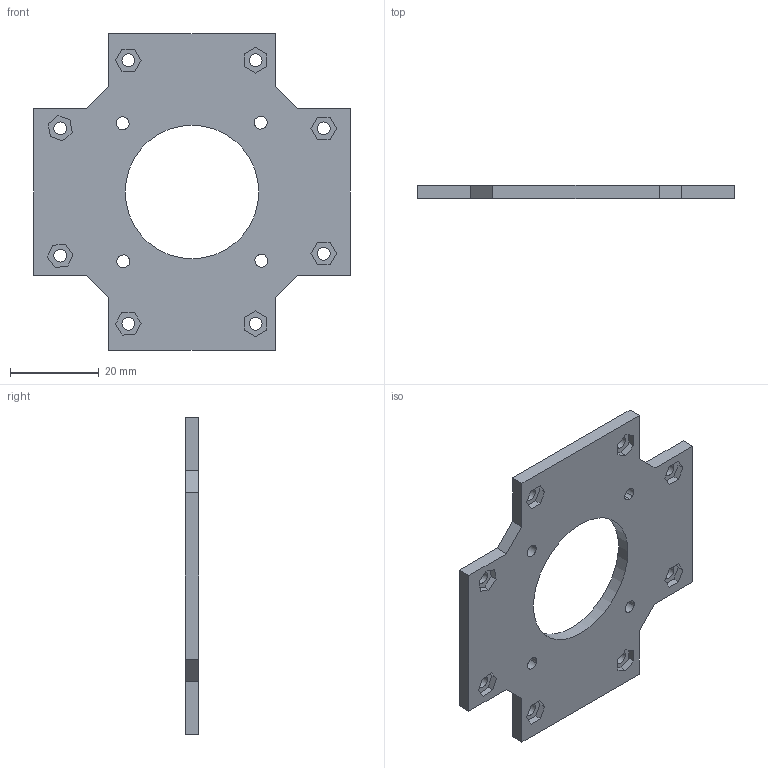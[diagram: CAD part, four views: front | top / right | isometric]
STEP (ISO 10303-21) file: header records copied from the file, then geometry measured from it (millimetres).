
FILE_DESCRIPTION(/* description */ (''),/* implementation_level */ '2;1');
FILE_NAME(/* name */ 'VERT ROT NIMA CAP V2.step',/* time_stamp */ '2024-08-04T22:06:35-04:00',/* author */ (''),/* organization */ (''),/* preprocessor_version */ 'ST-DEVELOPER v20',/* originating_system */ 'Autodesk Translation Framework v13.14.0.145',/* authorisation */ '');
FILE_SCHEMA (('AUTOMOTIVE_DESIGN { 1 0 10303 214 3 1 1 }'));
Length unit declared in the file: millimetre
Products named in the file (1): SHOULDER V2
Bounding box: 71.3 x 3 x 71.3 mm (x, y, z)
Volume: 9399.8 mm3; surface area: 7917 mm2
Topology: 1 solids, 1 shells, 99 faces, 267 edges, 178 vertices
Faces by surface type: plane 74, cylinder 17, bspline 8
Full cylindrical faces by diameter (mm): 2.85 x8, 30.072 x1
Entity records: 3538 total; most frequent: CARTESIAN_POINT 969, ORIENTED_EDGE 534, DIRECTION 469, EDGE_CURVE 267, LINE 217, VECTOR 217, VERTEX_POINT 178, EDGE_LOOP 133
